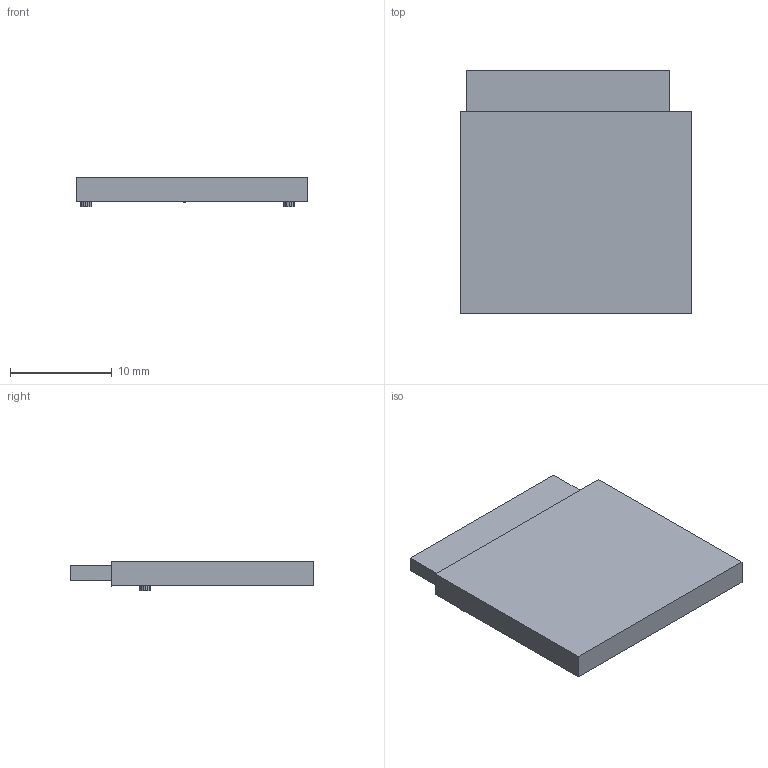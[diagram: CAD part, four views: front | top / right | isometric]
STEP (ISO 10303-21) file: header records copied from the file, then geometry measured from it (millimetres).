
FILE_DESCRIPTION(('Open CASCADE Model'),'2;1');
FILE_NAME('Open CASCADE Shape Model','2008-11-12T18:38:33',('Author'),( 'Open CASCADE'),'Open CASCADE STEP processor 6.2','Open CASCADE 6.2' ,'Unknown');
FILE_SCHEMA(('AUTOMOTIVE_DESIGN { 1 0 10303 214 1 1 1 1 }'));
Length unit declared in the file: millimetre
Products named in the file (9): PCB; Board; M?; 1088630016; Extruded; 1088616576; 1088616448
Assembly tree (9 placements, depth 4):
  PCB
    Board
    M?
      1088630016  x2
        Extruded
      1088616576
        Extruded
      1088616448
        Extruded
Bounding box: 22.8 x 24 x 2.95 mm (x, y, z)
Volume: 1235.6 mm3; surface area: 1360.4 mm2
Topology: 5 solids, 5 shells, 65 faces, 165 edges, 110 vertices
Faces by surface type: plane 65
Entity records: 2659 total; most frequent: CARTESIAN_POINT 414, DIRECTION 399, LINE 297, VECTOR 297, ORIENTED_EDGE 198, PCURVE 198, DEFINITIONAL_REPRESENTATION 198, EDGE_CURVE 99
